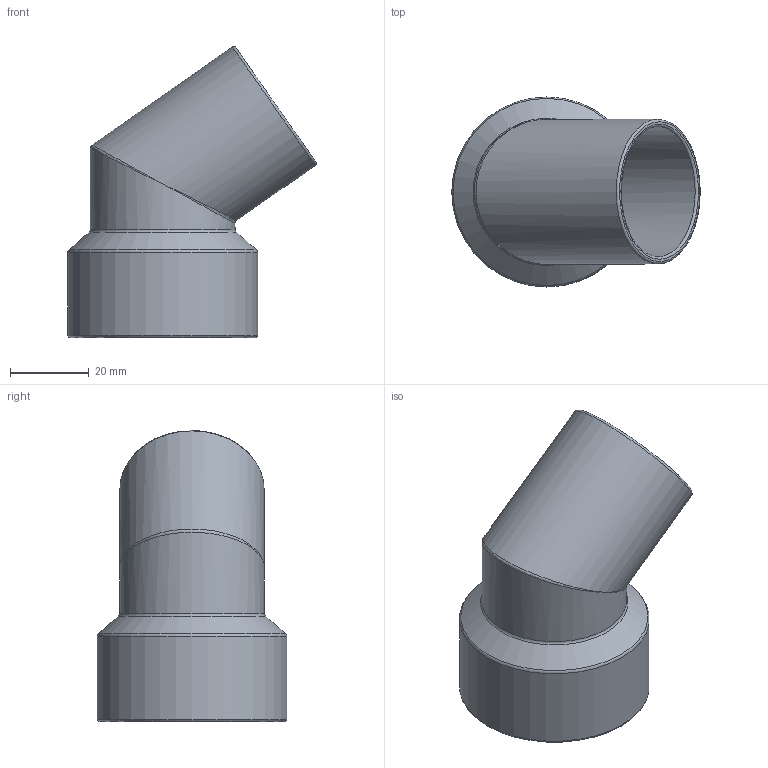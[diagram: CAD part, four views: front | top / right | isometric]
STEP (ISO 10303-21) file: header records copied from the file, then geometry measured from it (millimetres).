
FILE_DESCRIPTION(/* description */ (''),/* implementation_level */ '2;1');
FILE_NAME(/* name */ 'DrillPress_Vac.step',/* time_stamp */ '2020-11-06T08:06:22-08:00',/* author */ (''),/* organization */ (''),/* preprocessor_version */ 'ST-DEVELOPER v18.1',/* originating_system */ 'Autodesk Translation Framework v9.3.0.1241',/* authorisation */ '');
FILE_SCHEMA (('AUTOMOTIVE_DESIGN { 1 0 10303 214 3 1 1 }'));
Length unit declared in the file: millimetre
Products named in the file (1): DrillPress_Vac
Bounding box: 63.06 x 48.2 x 73.87 mm (x, y, z)
Volume: 16158 mm3; surface area: 18958.4 mm2
Topology: 1 solids, 1 shells, 22 faces, 58 edges, 30 vertices
Faces by surface type: torus 8, cylinder 6, bspline 4, cone 2, plane 2
Full cylindrical faces by diameter (mm): 33.1 x2, 36.7 x2, 44.6 x1, 48.2 x1
Entity records: 817 total; most frequent: CARTESIAN_POINT 259, DIRECTION 130, ORIENTED_EDGE 100, AXIS2_PLACEMENT_3D 61, EDGE_CURVE 50, CIRCLE 30, VERTEX_POINT 30, EDGE_LOOP 24
